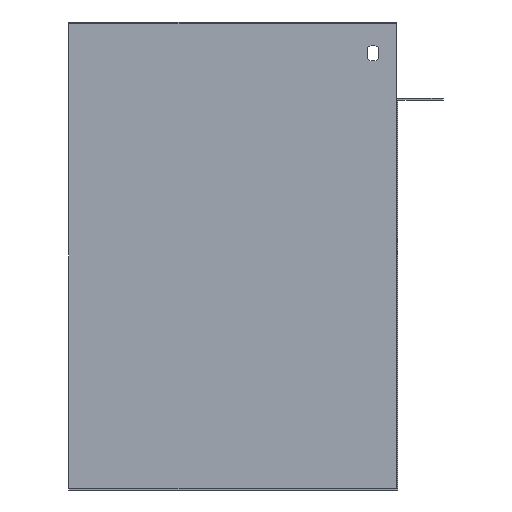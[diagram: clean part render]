
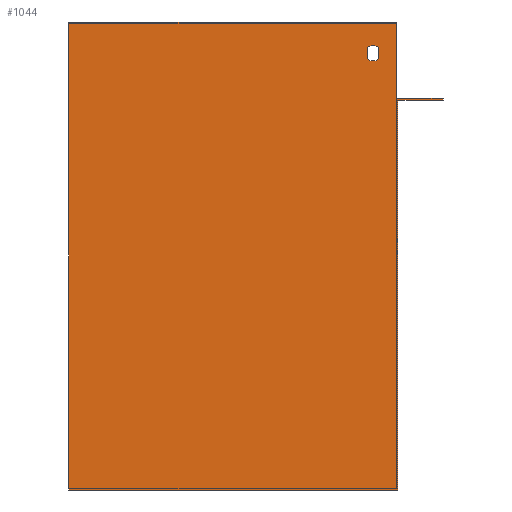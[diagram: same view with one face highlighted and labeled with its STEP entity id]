
A CAD part, left-side view. The second image highlights one B-rep face of the part: STEP entity #1044.
In plain terms, the highlighted planar face has unit normal (-1, 0, 0).
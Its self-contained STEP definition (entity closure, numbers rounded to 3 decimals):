
#1 = VERTEX_POINT ( 'NONE', #559 ) ;
#2 = VERTEX_POINT ( 'NONE', #560 ) ;
#3 = VERTEX_POINT ( 'NONE', #553 ) ;
#4 = VERTEX_POINT ( 'NONE', #554 ) ;
#6 = VERTEX_POINT ( 'NONE', #556 ) ;
#91 = VERTEX_POINT ( 'NONE', #575 ) ;
#98 = VERTEX_POINT ( 'NONE', #582 ) ;
#105 = VERTEX_POINT ( 'NONE', #589 ) ;
#141 = VECTOR ( 'NONE', #442, 1000. ) ;
#142 = LINE ( 'NONE', #451, #939 ) ;
#143 = LINE ( 'NONE', #441, #141 ) ;
#144 = VECTOR ( 'NONE', #430, 1000. ) ;
#145 = CIRCLE ( 'NONE', #844, 5. ) ;
#146 = CIRCLE ( 'NONE', #845, 5. ) ;
#147 = LINE ( 'NONE', #439, #144 ) ;
#148 = VECTOR ( 'NONE', #440, 1000. ) ;
#268 = LINE ( 'NONE', #773, #271 ) ;
#271 = VECTOR ( 'NONE', #775, 1000. ) ;
#279 = LINE ( 'NONE', #628, #282 ) ;
#282 = VECTOR ( 'NONE', #629, 1000. ) ;
#306 = FACE_BOUND ( 'NONE', #693, .T. ) ;
#309 = FACE_OUTER_BOUND ( 'NONE', #682, .T. ) ;
#315 = ORIENTED_EDGE ( 'NONE', *, *, #867, .F. ) ;
#331 = ORIENTED_EDGE ( 'NONE', *, *, #863, .T. ) ;
#339 = ORIENTED_EDGE ( 'NONE', *, *, #868, .T. ) ;
#341 = ORIENTED_EDGE ( 'NONE', *, *, #857, .T. ) ;
#349 = ORIENTED_EDGE ( 'NONE', *, *, #977, .F. ) ;
#350 = ORIENTED_EDGE ( 'NONE', *, *, #869, .F. ) ;
#370 = ORIENTED_EDGE ( 'NONE', *, *, #870, .F. ) ;
#376 = ORIENTED_EDGE ( 'NONE', *, *, #864, .T. ) ;
#391 = ORIENTED_EDGE ( 'NONE', *, *, #971, .F. ) ;
#392 = ORIENTED_EDGE ( 'NONE', *, *, #865, .T. ) ;
#409 = CARTESIAN_POINT ( 'NONE',  ( 0., 0., 1. ) ) ;
#425 = CARTESIAN_POINT ( 'NONE',  ( 0., 210., 1. ) ) ;
#429 = DIRECTION ( 'NONE',  ( 0., 0., -1. ) ) ;
#430 = DIRECTION ( 'NONE',  ( 0., 0., 1. ) ) ;
#438 = CARTESIAN_POINT ( 'NONE',  ( 0., 11.5, -15.429 ) ) ;
#439 = CARTESIAN_POINT ( 'NONE',  ( 0., 18.5, -15.429 ) ) ;
#440 = DIRECTION ( 'NONE',  ( 0., 0., -1. ) ) ;
#441 = CARTESIAN_POINT ( 'NONE',  ( 0., 210., -299. ) ) ;
#442 = DIRECTION ( 'NONE',  ( 0., -1., 0. ) ) ;
#443 = CARTESIAN_POINT ( 'NONE',  ( 0., 15., -19. ) ) ;
#444 = DIRECTION ( 'NONE',  ( 1., 0., 0. ) ) ;
#445 = DIRECTION ( 'NONE',  ( 0., 0., -1. ) ) ;
#446 = CARTESIAN_POINT ( 'NONE',  ( 0., 0., -48. ) ) ;
#447 = CARTESIAN_POINT ( 'NONE',  ( 0., 0., -49. ) ) ;
#448 = CARTESIAN_POINT ( 'NONE',  ( 0., 15., -19. ) ) ;
#449 = DIRECTION ( 'NONE',  ( 1., 0., 0. ) ) ;
#450 = DIRECTION ( 'NONE',  ( 0., 0., -1. ) ) ;
#451 = CARTESIAN_POINT ( 'NONE',  ( 0., -1., -299. ) ) ;
#453 = DIRECTION ( 'NONE',  ( 0., 0., -1. ) ) ;
#454 = DIRECTION ( 'NONE',  ( 0., -1., 0. ) ) ;
#455 = CARTESIAN_POINT ( 'NONE',  ( 0., -30., -48. ) ) ;
#456 = DIRECTION ( 'NONE',  ( 0., 0., -1. ) ) ;
#457 = DIRECTION ( 'NONE',  ( 0., -1., 0. ) ) ;
#489 = ORIENTED_EDGE ( 'NONE', *, *, #866, .T. ) ;
#534 = VECTOR ( 'NONE', #457, 1000. ) ;
#535 = LINE ( 'NONE', #446, #534 ) ;
#536 = VERTEX_POINT ( 'NONE', #601 ) ;
#544 = VERTEX_POINT ( 'NONE', #606 ) ;
#550 = VERTEX_POINT ( 'NONE', #612 ) ;
#553 = CARTESIAN_POINT ( 'NONE',  ( 0., 18.5, -15.429 ) ) ;
#554 = CARTESIAN_POINT ( 'NONE',  ( 0., -1., -299. ) ) ;
#556 = CARTESIAN_POINT ( 'NONE',  ( 0., -30., -49. ) ) ;
#559 = CARTESIAN_POINT ( 'NONE',  ( 0., -1., -49. ) ) ;
#560 = CARTESIAN_POINT ( 'NONE',  ( 0., 18.5, -22.571 ) ) ;
#575 = CARTESIAN_POINT ( 'NONE',  ( 0., 210., -299. ) ) ;
#582 = CARTESIAN_POINT ( 'NONE',  ( 0., 11.5, -15.429 ) ) ;
#589 = CARTESIAN_POINT ( 'NONE',  ( 0., -30., -48. ) ) ;
#601 = CARTESIAN_POINT ( 'NONE',  ( 0., 0., -48. ) ) ;
#606 = CARTESIAN_POINT ( 'NONE',  ( 0., 210., 1. ) ) ;
#612 = CARTESIAN_POINT ( 'NONE',  ( 0., 11.5, -22.571 ) ) ;
#628 = CARTESIAN_POINT ( 'NONE',  ( 0., 210., 1. ) ) ;
#629 = DIRECTION ( 'NONE',  ( 0., -1., 0. ) ) ;
#656 = CARTESIAN_POINT ( 'NONE',  ( 0., 210., 1. ) ) ;
#663 = PLANE ( 'NONE',  #914 ) ;
#665 = DIRECTION ( 'NONE',  ( 1., 0., 0. ) ) ;
#666 = DIRECTION ( 'NONE',  ( 0., 1., 0. ) ) ;
#682 = EDGE_LOOP ( 'NONE', ( #341, #489, #315, #339, #350, #370, #391, #349 ) ) ;
#693 = EDGE_LOOP ( 'NONE', ( #820, #331, #376, #392 ) ) ;
#708 = VERTEX_POINT ( 'NONE', #409 ) ;
#773 = CARTESIAN_POINT ( 'NONE',  ( 0., 0., 1. ) ) ;
#775 = DIRECTION ( 'NONE',  ( 0., 0., -1. ) ) ;
#820 = ORIENTED_EDGE ( 'NONE', *, *, #862, .T. ) ;
#844 = AXIS2_PLACEMENT_3D ( 'NONE', #448, #449, #450 ) ;
#845 = AXIS2_PLACEMENT_3D ( 'NONE', #443, #444, #445 ) ;
#857 = EDGE_CURVE ( 'NONE', #544, #91, #1088, .T. ) ;
#862 = EDGE_CURVE ( 'NONE', #98, #550, #1079, .T. ) ;
#863 = EDGE_CURVE ( 'NONE', #550, #2, #146, .T. ) ;
#864 = EDGE_CURVE ( 'NONE', #2, #3, #147, .T. ) ;
#865 = EDGE_CURVE ( 'NONE', #3, #98, #145, .T. ) ;
#866 = EDGE_CURVE ( 'NONE', #91, #4, #143, .T. ) ;
#867 = EDGE_CURVE ( 'NONE', #1, #4, #142, .T. ) ;
#868 = EDGE_CURVE ( 'NONE', #1, #6, #936, .T. ) ;
#869 = EDGE_CURVE ( 'NONE', #105, #6, #938, .T. ) ;
#870 = EDGE_CURVE ( 'NONE', #536, #105, #535, .T. ) ;
#914 = AXIS2_PLACEMENT_3D ( 'NONE', #656, #665, #666 ) ;
#933 = VECTOR ( 'NONE', #456, 1000. ) ;
#935 = VECTOR ( 'NONE', #454, 1000. ) ;
#936 = LINE ( 'NONE', #447, #935 ) ;
#938 = LINE ( 'NONE', #455, #933 ) ;
#939 = VECTOR ( 'NONE', #453, 1000. ) ;
#971 = EDGE_CURVE ( 'NONE', #708, #536, #268, .T. ) ;
#977 = EDGE_CURVE ( 'NONE', #544, #708, #279, .T. ) ;
#1044 = ADVANCED_FACE ( 'NONE', ( #306, #309 ), #663, .F. ) ;
#1079 = LINE ( 'NONE', #438, #148 ) ;
#1087 = VECTOR ( 'NONE', #429, 1000. ) ;
#1088 = LINE ( 'NONE', #425, #1087 ) ;
